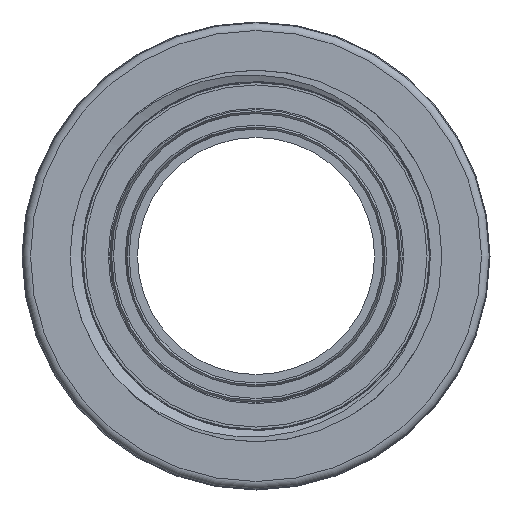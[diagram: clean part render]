
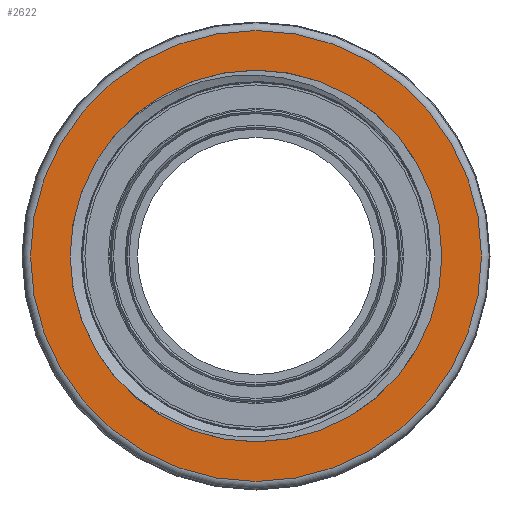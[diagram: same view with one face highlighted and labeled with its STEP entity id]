
A CAD part, front view. The second image highlights one B-rep face of the part: STEP entity #2622.
In plain terms, the highlighted planar face has unit normal (0, -1, 0).
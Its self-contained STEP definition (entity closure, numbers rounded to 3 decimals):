
#2367=PLANE('',#8396);
#2622=ADVANCED_FACE('',(#3189,#3190),#2367,.T.);
#3189=FACE_BOUND('',#3325,.T.);
#3190=FACE_BOUND('',#3326,.T.);
#3325=EDGE_LOOP('',(#4213));
#3326=EDGE_LOOP('',(#4214));
#4213=ORIENTED_EDGE('',*,*,#7240,.T.);
#4214=ORIENTED_EDGE('',*,*,#7239,.T.);
#6437=VERTEX_POINT('',#14755);
#6438=VERTEX_POINT('',#15270);
#7239=EDGE_CURVE('',#6437,#6437,#8125,.T.);
#7240=EDGE_CURVE('',#6438,#6438,#8126,.T.);
#8125=CIRCLE('',#8393,23.902);
#8126=CIRCLE('',#8395,29.);
#8393=AXIS2_PLACEMENT_3D('',#14754,#9256,#9257);
#8395=AXIS2_PLACEMENT_3D('',#15269,#9260,#9261);
#8396=AXIS2_PLACEMENT_3D('',#15271,#9262,#9263);
#9256=DIRECTION('',(0.,1.,0.));
#9257=DIRECTION('',(-1.,0.,0.));
#9260=DIRECTION('',(0.,-1.,0.));
#9261=DIRECTION('',(-1.,0.,0.));
#9262=DIRECTION('',(0.,-1.,0.));
#9263=DIRECTION('',(1.,0.,0.));
#14754=CARTESIAN_POINT('',(162.713,413.473,-22.261));
#14755=CARTESIAN_POINT('',(138.811,413.473,-22.261));
#15269=CARTESIAN_POINT('',(162.713,413.473,-22.261));
#15270=CARTESIAN_POINT('',(133.713,413.473,-22.261));
#15271=CARTESIAN_POINT('',(162.713,413.473,-22.261));
